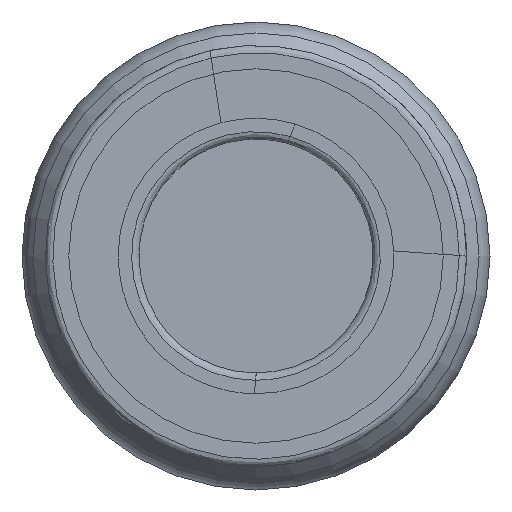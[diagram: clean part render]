
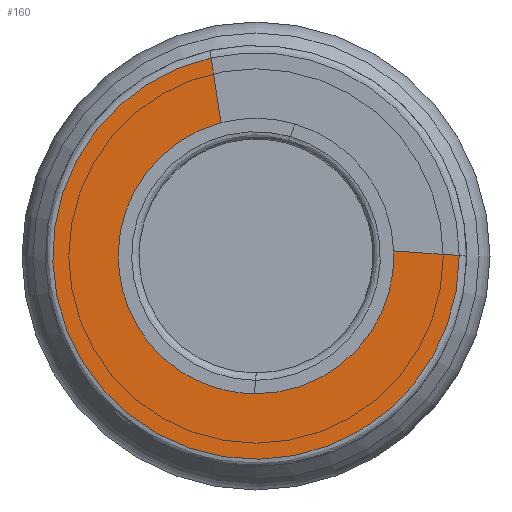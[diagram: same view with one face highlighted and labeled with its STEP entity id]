
A CAD part, left-side view. The second image highlights one B-rep face of the part: STEP entity #160.
In plain terms, the highlighted free-form (B-spline) face has degree [1, 3] with [3, 10] control points.
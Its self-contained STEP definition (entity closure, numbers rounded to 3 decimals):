
#40=(
BOUNDED_CURVE()
B_SPLINE_CURVE(3,(#782,#783,#784,#785,#786,#787,#788),.UNSPECIFIED.,.F.,
 .F.)
B_SPLINE_CURVE_WITH_KNOTS((4,3,4),(0.,0.77,1.),
 .UNSPECIFIED.)
CURVE()
GEOMETRIC_REPRESENTATION_ITEM()
RATIONAL_B_SPLINE_CURVE((1.,0.622,0.622,
1.,0.887,0.808,0.762))
REPRESENTATION_ITEM('')
);
#41=(
BOUNDED_CURVE()
B_SPLINE_CURVE(3,(#797,#798,#799,#800),.UNSPECIFIED.,.F.,.F.)
B_SPLINE_CURVE_WITH_KNOTS((4,4),(0.,1.),.UNSPECIFIED.)
CURVE()
GEOMETRIC_REPRESENTATION_ITEM()
RATIONAL_B_SPLINE_CURVE((0.762,0.656,0.735,
1.))
REPRESENTATION_ITEM('')
);
#49=(
BOUNDED_SURFACE()
B_SPLINE_SURFACE(1,3,((#801,#802,#803,#804,#805,#806,#807,#808,#809,#810),
(#811,#812,#813,#814,#815,#816,#817,#818,#819,#820),(#821,#822,#823,#824,
#825,#826,#827,#828,#829,#830)),.UNSPECIFIED.,.F.,.F.,.F.)
B_SPLINE_SURFACE_WITH_KNOTS((2,1,2),(4,3,3,4),(0.,0.092,1.),
(0.,0.454,0.909,1.),.UNSPECIFIED.)
GEOMETRIC_REPRESENTATION_ITEM()
RATIONAL_B_SPLINE_SURFACE(((1.,0.622,0.622,1.,0.622,
0.622,1.,1.,1.,1.),(1.,0.622,0.622,
1.,0.622,0.622,1.,1.,1.,1.),(1.,0.622,
0.622,1.,0.622,0.622,1.,1.,1.,1.)))
REPRESENTATION_ITEM('')
SURFACE()
);
#70=LINE('',#791,#82);
#71=LINE('',#795,#83);
#82=VECTOR('',#652,1.);
#83=VECTOR('',#655,1.);
#115=FACE_OUTER_BOUND('',#239,.T.);
#160=ADVANCED_FACE('',(#115),#49,.F.);
#239=EDGE_LOOP('',(#291,#292,#293,#294,#295));
#291=ORIENTED_EDGE('',*,*,#446,.F.);
#292=ORIENTED_EDGE('',*,*,#447,.T.);
#293=ORIENTED_EDGE('',*,*,#448,.F.);
#294=ORIENTED_EDGE('',*,*,#449,.T.);
#295=ORIENTED_EDGE('',*,*,#450,.F.);
#403=VERTEX_POINT('',#789);
#404=VERTEX_POINT('',#790);
#405=VERTEX_POINT('',#792);
#406=VERTEX_POINT('',#794);
#407=VERTEX_POINT('',#796);
#446=EDGE_CURVE('',#403,#404,#40,.T.);
#447=EDGE_CURVE('',#403,#405,#70,.T.);
#448=EDGE_CURVE('',#406,#405,#507,.T.);
#449=EDGE_CURVE('',#406,#407,#71,.T.);
#450=EDGE_CURVE('',#404,#407,#41,.T.);
#507=CIRCLE('',#558,10.856);
#558=AXIS2_PLACEMENT_3D('',#793,#653,#654);
#652=DIRECTION('',(-0.002,0.15,0.989));
#653=DIRECTION('',(1.,0.,0.));
#654=DIRECTION('',(0.,-1.,0.003));
#655=DIRECTION('',(0.002,0.998,0.07));
#782=CARTESIAN_POINT('',(0.006,1.873,7.118));
#783=CARTESIAN_POINT('',(0.006,8.75,5.308));
#784=CARTESIAN_POINT('',(0.006,10.096,-1.674));
#785=CARTESIAN_POINT('',(0.006,4.385,-5.911));
#786=CARTESIAN_POINT('',(0.006,3.188,-6.799));
#787=CARTESIAN_POINT('',(0.006,1.715,-7.342));
#788=CARTESIAN_POINT('',(0.006,0.078,-7.359));
#789=CARTESIAN_POINT('',(0.006,1.873,7.118));
#790=CARTESIAN_POINT('',(0.006,0.078,-7.359));
#791=CARTESIAN_POINT('',(0.007,1.768,6.427));
#792=CARTESIAN_POINT('',(0.,2.4,10.588));
#793=CARTESIAN_POINT('',(0.,0.,0.));
#794=CARTESIAN_POINT('',(0.,-10.856,0.028));
#795=CARTESIAN_POINT('',(0.007,-6.658,0.321));
#796=CARTESIAN_POINT('',(0.006,-7.355,0.272));
#797=CARTESIAN_POINT('',(0.006,0.078,-7.359));
#798=CARTESIAN_POINT('',(0.006,-4.65,-7.41));
#799=CARTESIAN_POINT('',(0.006,-7.511,-3.943));
#800=CARTESIAN_POINT('',(0.006,-7.355,0.272));
#801=CARTESIAN_POINT('',(0.008,-6.235,0.35));
#802=CARTESIAN_POINT('',(0.008,-6.573,-5.674));
#803=CARTESIAN_POINT('',(0.008,-1.29,-8.587));
#804=CARTESIAN_POINT('',(0.008,3.624,-5.086));
#805=CARTESIAN_POINT('',(0.008,8.538,-1.584));
#806=CARTESIAN_POINT('',(0.008,7.509,4.361));
#807=CARTESIAN_POINT('',(0.008,1.704,6.008));
#808=CARTESIAN_POINT('',(0.008,0.978,6.214));
#809=CARTESIAN_POINT('',(0.008,0.252,6.42));
#810=CARTESIAN_POINT('',(0.008,-0.475,6.626));
#811=CARTESIAN_POINT('',(0.007,-6.658,0.321));
#812=CARTESIAN_POINT('',(0.007,-6.968,-6.113));
#813=CARTESIAN_POINT('',(0.007,-1.303,-9.177));
#814=CARTESIAN_POINT('',(0.007,3.912,-5.398));
#815=CARTESIAN_POINT('',(0.007,9.127,-1.618));
#816=CARTESIAN_POINT('',(0.007,7.978,4.719));
#817=CARTESIAN_POINT('',(0.007,1.768,6.427));
#818=CARTESIAN_POINT('',(0.007,0.991,6.641));
#819=CARTESIAN_POINT('',(0.007,0.214,6.855));
#820=CARTESIAN_POINT('',(0.007,-0.563,7.069));
#821=CARTESIAN_POINT('',(0.,-10.856,0.028));
#822=CARTESIAN_POINT('',(0.,-10.883,-10.461));
#823=CARTESIAN_POINT('',(0.,-1.44,-15.027));
#824=CARTESIAN_POINT('',(0.,6.764,-8.491));
#825=CARTESIAN_POINT('',(0.,14.968,-1.956));
#826=CARTESIAN_POINT('',(0.,12.629,8.269));
#827=CARTESIAN_POINT('',(0.,2.4,10.588));
#828=CARTESIAN_POINT('',(0.,1.12,10.878));
#829=CARTESIAN_POINT('',(0.,-0.16,11.168));
#830=CARTESIAN_POINT('',(0.,-1.44,11.458));
